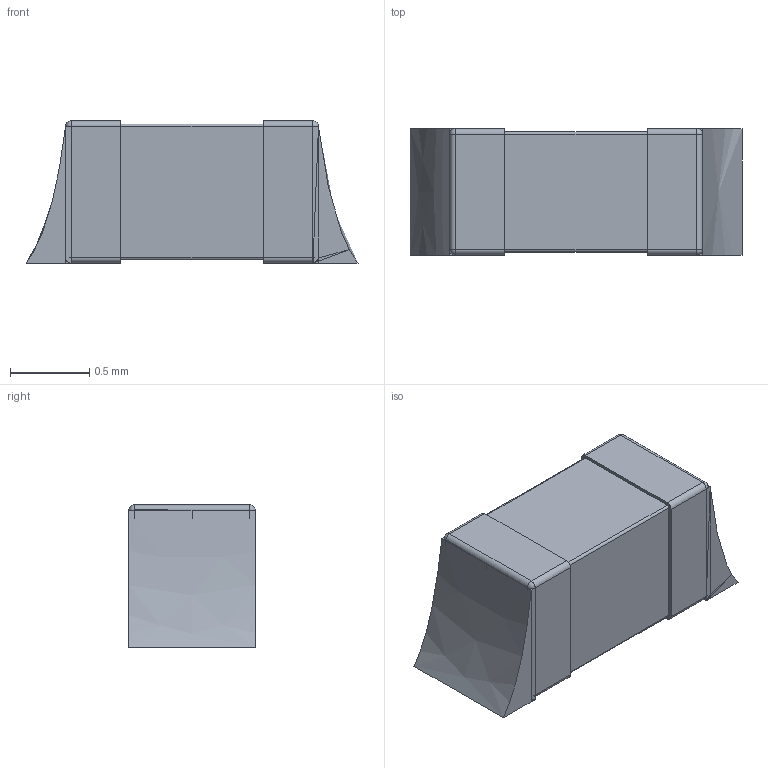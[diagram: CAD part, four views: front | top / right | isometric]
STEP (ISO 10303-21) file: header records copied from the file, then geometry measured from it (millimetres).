
FILE_DESCRIPTION(('STEP AP242'), '1');
FILE_NAME('CAP-0603-H0.9', '', ('UNSPECIFIED'), ('UNSPECIFIED'), 'C3D Converter', 'C3D Toolkit', '');
FILE_SCHEMA(('AP242_MANAGED_MODEL_BASED_3D_ENGINEERING_MIM_LF { 1 0 10303 442 1 1 4 }'));
Length unit declared in the file: millimetre
Products named in the file (1): GRM188R72A471KA01J
Bounding box: 2.1 x 0.8 x 0.9 mm (x, y, z)
Volume: 1.2 mm3; surface area: 12.8 mm2
Topology: 9 solids, 9 shells, 78 faces, 164 edges, 95 vertices
Faces by surface type: plane 42, cylinder 26, sphere 8, extrusion 2
Entity records: 2715 total; most frequent: DIRECTION 358, CARTESIAN_POINT 346, ORIENTED_EDGE 312, EDGE_CURVE 156, AXIS2_PLACEMENT_3D 128, VECTOR 102, LINE 100, VERTEX_POINT 96
